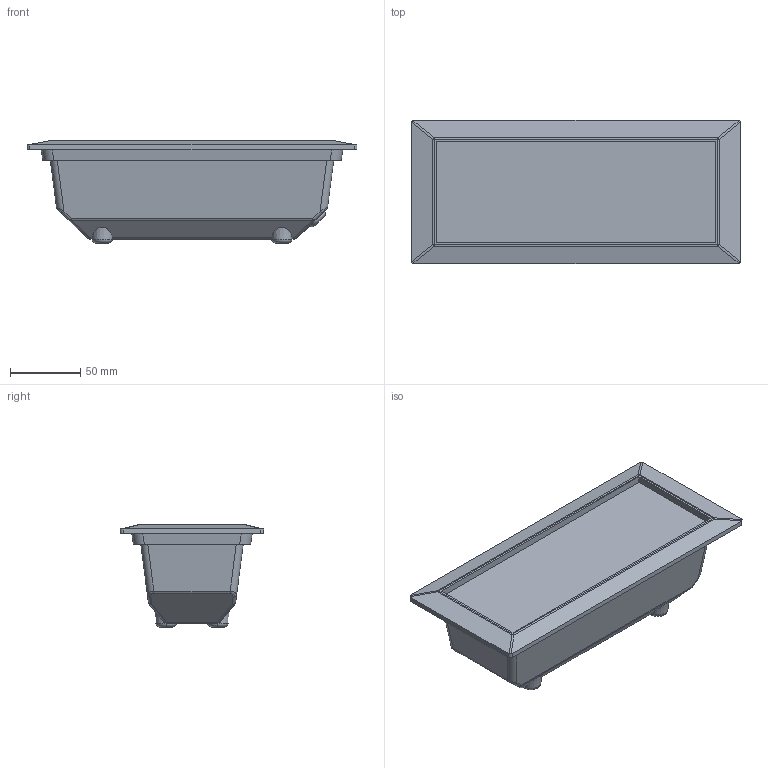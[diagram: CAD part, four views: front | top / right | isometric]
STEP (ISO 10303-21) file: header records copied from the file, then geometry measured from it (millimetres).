
FILE_DESCRIPTION (( 'STEP AP214' ), '1' );
FILE_NAME ('LNPP0-3102-1-060-K02 Ñâåòèëüíèê ÍÂÏ3102 ÷åðíûé_ïðÿìîóãîëüíèê áåç ðåøåòêè 60Âò IP54 IEK.STEP', '2017-06-02T09:08:47', ( '' ), ( '' ), 'SwSTEP 2.0', 'SolidWorks 2014', '' );
FILE_SCHEMA (( 'AUTOMOTIVE_DESIGN' ));
Length unit declared in the file: millimetre
Products named in the file (1): LNPP0-3102-1-060-K02 Ñâåòèëüíèê ÍÂÏ3102 ÷åðíûé_ïðÿìîóãîëüíèê áåç ðåøåòêè 60Âò IP54 IEK
Bounding box: 235 x 102 x 73 mm (x, y, z)
Volume: 876095.5 mm3; surface area: 79570 mm2
Topology: 1 solids, 1 shells, 119 faces, 278 edges, 168 vertices
Faces by surface type: cylinder 46, plane 37, sphere 12, torus 10, cone 8, bspline 6
Entity records: 3580 total; most frequent: CARTESIAN_POINT 932, ORIENTED_EDGE 556, DIRECTION 546, EDGE_CURVE 278, AXIS2_PLACEMENT_3D 210, VERTEX_POINT 168, EDGE_LOOP 126, LINE 126
